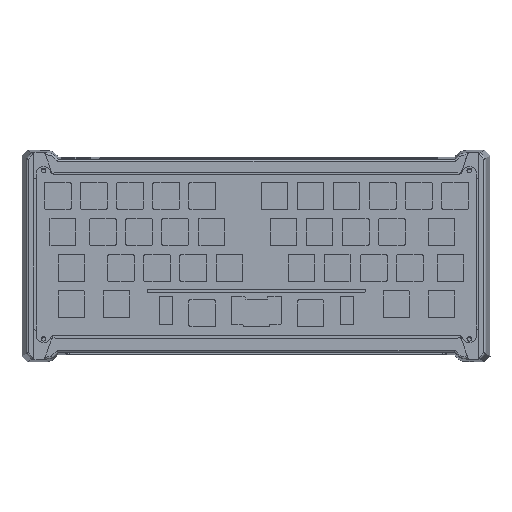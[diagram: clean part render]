
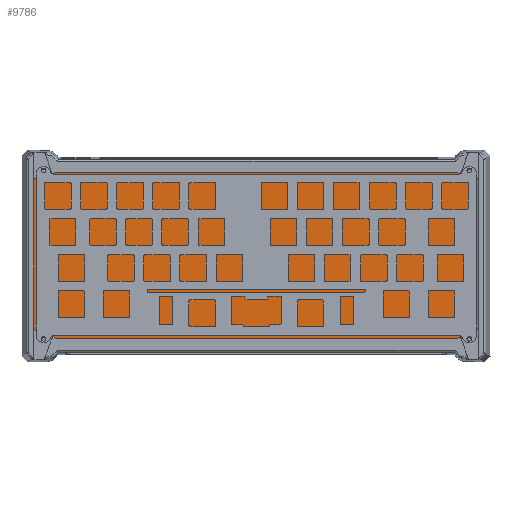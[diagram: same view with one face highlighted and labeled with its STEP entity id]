
A CAD part, top view. The second image highlights one B-rep face of the part: STEP entity #9786.
In plain terms, the highlighted planar face has unit normal (0, 0, 1).
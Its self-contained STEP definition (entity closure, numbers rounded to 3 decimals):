
#83=B_SPLINE_CURVE_WITH_KNOTS('',3,(#15641,#15642,#15643,#15644,#15645,
#15646),.UNSPECIFIED.,.F.,.F.,(4,2,4),(0.283,0.328,
0.401),.UNSPECIFIED.);
#84=B_SPLINE_CURVE_WITH_KNOTS('',3,(#15681,#15682,#15683,#15684,#15685,
#15686),.UNSPECIFIED.,.F.,.F.,(4,2,4),(0.,0.073,0.117),
 .UNSPECIFIED.);
#1417=FACE_OUTER_BOUND('',#2006,.T.);
#2006=EDGE_LOOP('',(#8587,#8588,#8589,#8590,#8591,#8592,#8593,#8594,#8595,
#8596,#8597,#8598,#8599,#8600));
#2868=LINE('',#15691,#3717);
#2872=LINE('',#15698,#3721);
#2874=LINE('',#15767,#3723);
#2882=LINE('',#15855,#3731);
#2883=LINE('',#15857,#3732);
#2885=LINE('',#15861,#3734);
#2886=LINE('',#15863,#3735);
#2887=LINE('',#15865,#3736);
#2888=LINE('',#15867,#3737);
#2889=LINE('',#15869,#3738);
#2890=LINE('',#15871,#3739);
#2891=LINE('',#15872,#3740);
#3717=VECTOR('',#13124,10.);
#3721=VECTOR('',#13128,10.);
#3723=VECTOR('',#13148,10.);
#3731=VECTOR('',#13180,10.);
#3732=VECTOR('',#13183,10.);
#3734=VECTOR('',#13187,10.);
#3735=VECTOR('',#13188,10.);
#3736=VECTOR('',#13189,10.);
#3737=VECTOR('',#13190,10.);
#3738=VECTOR('',#13191,10.);
#3739=VECTOR('',#13192,10.);
#3740=VECTOR('',#13193,10.);
#4572=VERTEX_POINT('',#15638);
#4573=VERTEX_POINT('',#15640);
#4584=VERTEX_POINT('',#15679);
#4585=VERTEX_POINT('',#15680);
#4586=VERTEX_POINT('',#15690);
#4589=VERTEX_POINT('',#15696);
#4593=VERTEX_POINT('',#15729);
#4594=VERTEX_POINT('',#15757);
#4606=VERTEX_POINT('',#15860);
#4607=VERTEX_POINT('',#15862);
#4608=VERTEX_POINT('',#15864);
#4609=VERTEX_POINT('',#15866);
#4610=VERTEX_POINT('',#15868);
#4611=VERTEX_POINT('',#15870);
#5926=EDGE_CURVE('',#4572,#4573,#83,.F.);
#5943=EDGE_CURVE('',#4584,#4585,#84,.F.);
#5946=EDGE_CURVE('',#4573,#4586,#2868,.T.);
#5950=EDGE_CURVE('',#4589,#4584,#2872,.T.);
#5960=EDGE_CURVE('',#4594,#4572,#2874,.T.);
#5976=EDGE_CURVE('',#4593,#4594,#2882,.T.);
#5977=EDGE_CURVE('',#4585,#4593,#2883,.T.);
#5979=EDGE_CURVE('',#4606,#4589,#2885,.T.);
#5980=EDGE_CURVE('',#4607,#4606,#2886,.T.);
#5981=EDGE_CURVE('',#4608,#4607,#2887,.T.);
#5982=EDGE_CURVE('',#4609,#4608,#2888,.T.);
#5983=EDGE_CURVE('',#4610,#4609,#2889,.T.);
#5984=EDGE_CURVE('',#4611,#4610,#2890,.T.);
#5985=EDGE_CURVE('',#4586,#4611,#2891,.T.);
#8587=ORIENTED_EDGE('',*,*,#5926,.F.);
#8588=ORIENTED_EDGE('',*,*,#5960,.F.);
#8589=ORIENTED_EDGE('',*,*,#5976,.F.);
#8590=ORIENTED_EDGE('',*,*,#5977,.F.);
#8591=ORIENTED_EDGE('',*,*,#5943,.F.);
#8592=ORIENTED_EDGE('',*,*,#5950,.F.);
#8593=ORIENTED_EDGE('',*,*,#5979,.F.);
#8594=ORIENTED_EDGE('',*,*,#5980,.F.);
#8595=ORIENTED_EDGE('',*,*,#5981,.F.);
#8596=ORIENTED_EDGE('',*,*,#5982,.F.);
#8597=ORIENTED_EDGE('',*,*,#5983,.F.);
#8598=ORIENTED_EDGE('',*,*,#5984,.F.);
#8599=ORIENTED_EDGE('',*,*,#5985,.F.);
#8600=ORIENTED_EDGE('',*,*,#5946,.F.);
#9353=PLANE('',#10719);
#9786=ADVANCED_FACE('',(#1417),#9353,.F.);
#10719=AXIS2_PLACEMENT_3D('',#15859,#13185,#13186);
#13124=DIRECTION('',(1.,0.,0.));
#13128=DIRECTION('',(1.,0.,0.));
#13148=DIRECTION('',(0.,-1.,0.));
#13180=DIRECTION('',(1.,0.,0.));
#13183=DIRECTION('',(0.,1.,0.));
#13185=DIRECTION('center_axis',(0.,0.,-1.));
#13186=DIRECTION('ref_axis',(-1.,0.,0.));
#13187=DIRECTION('',(0.957,0.291,0.));
#13188=DIRECTION('',(0.,1.,0.));
#13189=DIRECTION('',(-0.927,0.375,0.));
#13190=DIRECTION('',(-1.,0.,0.));
#13191=DIRECTION('',(-0.926,-0.378,0.));
#13192=DIRECTION('',(0.,-1.,0.));
#13193=DIRECTION('',(0.956,-0.293,0.));
#15638=CARTESIAN_POINT('',(25.141,-16.046,-16.924));
#15640=CARTESIAN_POINT('',(26.259,-16.546,-16.924));
#15641=CARTESIAN_POINT('Ctrl Pts',(26.259,-16.546,-16.924));
#15642=CARTESIAN_POINT('Ctrl Pts',(26.111,-16.546,-16.924));
#15643=CARTESIAN_POINT('Ctrl Pts',(25.939,-16.503,-16.924));
#15644=CARTESIAN_POINT('Ctrl Pts',(25.579,-16.353,-16.924));
#15645=CARTESIAN_POINT('Ctrl Pts',(25.339,-16.187,-16.924));
#15646=CARTESIAN_POINT('Ctrl Pts',(25.141,-16.046,-16.924));
#15679=CARTESIAN_POINT('',(12.023,-16.546,-16.924));
#15680=CARTESIAN_POINT('',(13.141,-16.046,-16.924));
#15681=CARTESIAN_POINT('Ctrl Pts',(13.141,-16.046,-16.924));
#15682=CARTESIAN_POINT('Ctrl Pts',(12.943,-16.187,-16.924));
#15683=CARTESIAN_POINT('Ctrl Pts',(12.703,-16.353,-16.924));
#15684=CARTESIAN_POINT('Ctrl Pts',(12.343,-16.503,-16.924));
#15685=CARTESIAN_POINT('Ctrl Pts',(12.171,-16.546,-16.924));
#15686=CARTESIAN_POINT('Ctrl Pts',(12.023,-16.546,-16.924));
#15690=CARTESIAN_POINT('',(219.936,-16.546,-16.924));
#15691=CARTESIAN_POINT('',(61.474,-16.546,-16.924));
#15696=CARTESIAN_POINT('',(8.68,-16.546,-16.924));
#15698=CARTESIAN_POINT('',(61.474,-16.546,-16.924));
#15729=CARTESIAN_POINT('',(13.141,-9.303,-16.924));
#15757=CARTESIAN_POINT('',(25.141,-9.303,-16.924));
#15767=CARTESIAN_POINT('',(25.141,-38.116,-16.924));
#15855=CARTESIAN_POINT('',(167.597,-9.303,-16.924));
#15857=CARTESIAN_POINT('',(13.141,-38.116,-16.924));
#15859=CARTESIAN_POINT('Origin',(114.268,-60.281,-16.924));
#15860=CARTESIAN_POINT('',(-3.077,-20.118,-16.924));
#15861=CARTESIAN_POINT('',(45.052,-5.496,-16.924));
#15862=CARTESIAN_POINT('',(-3.077,-99.493,-16.924));
#15863=CARTESIAN_POINT('',(-3.077,-79.887,-16.924));
#15864=CARTESIAN_POINT('',(8.68,-104.256,-16.924));
#15865=CARTESIAN_POINT('',(46.38,-119.528,-16.924));
#15866=CARTESIAN_POINT('',(219.936,-104.256,-16.924));
#15867=CARTESIAN_POINT('',(167.102,-104.256,-16.924));
#15868=CARTESIAN_POINT('',(231.609,-99.493,-16.924));
#15869=CARTESIAN_POINT('',(188.168,-117.217,-16.924));
#15870=CARTESIAN_POINT('',(231.609,-20.118,-16.924));
#15871=CARTESIAN_POINT('',(231.609,-40.199,-16.924));
#15872=CARTESIAN_POINT('',(177.744,-3.636,-16.924));
